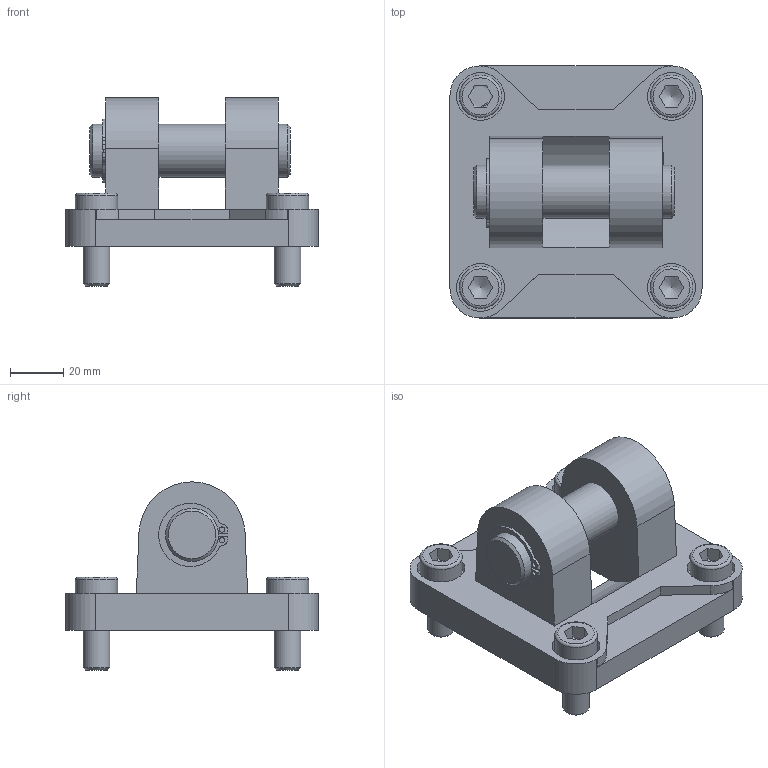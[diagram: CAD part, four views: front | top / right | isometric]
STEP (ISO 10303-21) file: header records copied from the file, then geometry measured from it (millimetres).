
FILE_DESCRIPTION(/* description */ (''),/* implementation_level */ '2;1');
FILE_NAME(/* name */ 'CAD_83257.stp',/* time_stamp */ '2018-02-22T13:08:08+01:00',/* author */ ('Hypex'),/* organization */ ('Hypex'),/* preprocessor_version */ 'ST-DEVELOPER v17',/* originating_system */ 'Autodesk Inventor 2018',/* authorisation */ '');
FILE_SCHEMA (('AUTOMOTIVE_DESIGN { 1 0 10303 214 3 1 1 }'));
Length unit declared in the file: millimetre
Products named in the file (1): CAD_83257
Bounding box: 95 x 95 x 71 mm (x, y, z)
Volume: 183044 mm3; surface area: 48786.7 mm2
Topology: 8 solids, 8 shells, 147 faces, 388 edges, 269 vertices
Faces by surface type: plane 80, cylinder 47, cone 12, torus 8
Full cylindrical faces by diameter (mm): 2 x2, 4 x1, 10 x4, 11 x4, 16 x4, 18 x4, 19 x1, 20 x4, 45 x1
Entity records: 4861 total; most frequent: CARTESIAN_POINT 892, DIRECTION 817, ORIENTED_EDGE 768, EDGE_CURVE 384, AXIS2_PLACEMENT_3D 315, VERTEX_POINT 269, LINE 187, VECTOR 187
